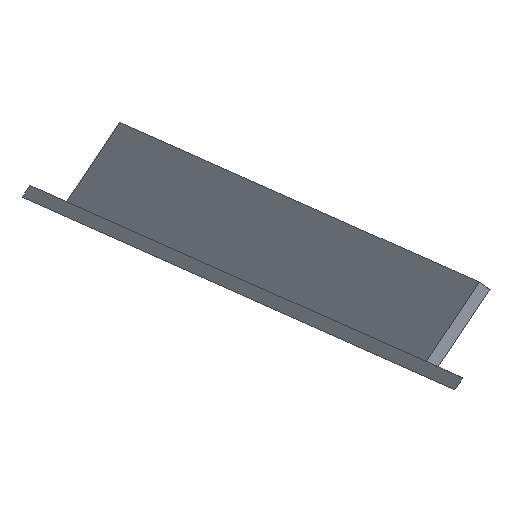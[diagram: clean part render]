
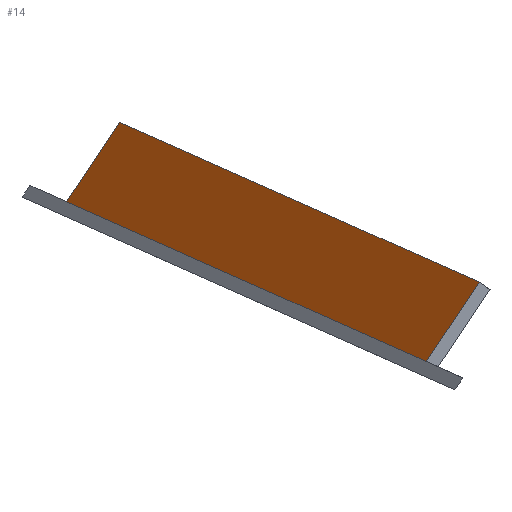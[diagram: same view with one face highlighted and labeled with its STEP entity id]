
A CAD part, left-side view. The second image highlights one B-rep face of the part: STEP entity #14.
In plain terms, the highlighted free-form (B-spline) face has degree [1, 1] with [2, 2] control points.
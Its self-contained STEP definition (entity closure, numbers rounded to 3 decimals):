
#14=ADVANCED_FACE('',(#33),#618,.T.);
#33=FACE_OUTER_BOUND('',#52,.T.);
#52=EDGE_LOOP('',(#71,#72,#73,#74));
#71=ORIENTED_EDGE('',*,*,#400,.T.);
#72=ORIENTED_EDGE('',*,*,#401,.T.);
#73=ORIENTED_EDGE('',*,*,#402,.T.);
#74=ORIENTED_EDGE('',*,*,#403,.T.);
#165=PCURVE('',#618,#259);
#166=PCURVE('',#618,#260);
#167=PCURVE('',#618,#261);
#168=PCURVE('',#618,#262);
#169=PCURVE('',#619,#263);
#201=PCURVE('',#625,#295);
#234=PCURVE('',#633,#328);
#236=PCURVE('',#634,#330);
#259=DEFINITIONAL_REPRESENTATION('',(#448),#1144);
#260=DEFINITIONAL_REPRESENTATION('',(#450),#1144);
#261=DEFINITIONAL_REPRESENTATION('',(#452),#1144);
#262=DEFINITIONAL_REPRESENTATION('',(#454),#1144);
#263=DEFINITIONAL_REPRESENTATION('',(#455),#1144);
#295=DEFINITIONAL_REPRESENTATION('',(#512),#1144);
#328=DEFINITIONAL_REPRESENTATION('',(#559),#1144);
#330=DEFINITIONAL_REPRESENTATION('',(#562),#1144);
#353=SURFACE_CURVE('',#447,(#165,#201),.PCURVE_S1.);
#354=SURFACE_CURVE('',#449,(#166,#234),.PCURVE_S1.);
#355=SURFACE_CURVE('',#451,(#167,#169),.PCURVE_S1.);
#356=SURFACE_CURVE('',#453,(#168,#236),.PCURVE_S1.);
#400=EDGE_CURVE('',#588,#589,#353,.T.);
#401=EDGE_CURVE('',#589,#590,#354,.T.);
#402=EDGE_CURVE('',#590,#591,#355,.T.);
#403=EDGE_CURVE('',#591,#588,#356,.T.);
#447=B_SPLINE_CURVE_WITH_KNOTS('',1,(#837,#838),.UNSPECIFIED.,.F.,.F.,(2,
2),(0.,118.044),.UNSPECIFIED.);
#448=B_SPLINE_CURVE_WITH_KNOTS('',1,(#839,#840),.UNSPECIFIED.,.F.,.F.,(2,
2),(0.,118.044),.UNSPECIFIED.);
#449=B_SPLINE_CURVE_WITH_KNOTS('',1,(#841,#842),.UNSPECIFIED.,.F.,.F.,(2,
2),(0.,20.754),.UNSPECIFIED.);
#450=B_SPLINE_CURVE_WITH_KNOTS('',1,(#843,#844),.UNSPECIFIED.,.F.,.F.,(2,
2),(0.,20.754),.UNSPECIFIED.);
#451=B_SPLINE_CURVE_WITH_KNOTS('',1,(#845,#846),.UNSPECIFIED.,.F.,.F.,(2,
2),(-118.044,0.),.UNSPECIFIED.);
#452=B_SPLINE_CURVE_WITH_KNOTS('',1,(#847,#848),.UNSPECIFIED.,.F.,.F.,(2,
2),(-118.044,0.),.UNSPECIFIED.);
#453=B_SPLINE_CURVE_WITH_KNOTS('',1,(#849,#850),.UNSPECIFIED.,.F.,.F.,(2,
2),(-20.754,0.),.UNSPECIFIED.);
#454=B_SPLINE_CURVE_WITH_KNOTS('',1,(#851,#852),.UNSPECIFIED.,.F.,.F.,(2,
2),(-20.754,0.),.UNSPECIFIED.);
#455=B_SPLINE_CURVE_WITH_KNOTS('',1,(#853,#854),.UNSPECIFIED.,.F.,.F.,(2,
2),(-118.044,0.),.UNSPECIFIED.);
#512=B_SPLINE_CURVE_WITH_KNOTS('',1,(#967,#968),.UNSPECIFIED.,.F.,.F.,(2,
2),(0.,118.044),.UNSPECIFIED.);
#559=B_SPLINE_CURVE_WITH_KNOTS('',1,(#1069,#1070),.UNSPECIFIED.,.F.,.F.,
(2,2),(0.,20.754),.UNSPECIFIED.);
#562=B_SPLINE_CURVE_WITH_KNOTS('',1,(#1079,#1080),.UNSPECIFIED.,.F.,.F.,
(2,2),(-20.754,0.),.UNSPECIFIED.);
#588=VERTEX_POINT('',#807);
#589=VERTEX_POINT('',#808);
#590=VERTEX_POINT('',#809);
#591=VERTEX_POINT('',#810);
#618=B_SPLINE_SURFACE_WITH_KNOTS('',1,1,((#731,#732),(#733,#734)),
 .UNSPECIFIED.,.F.,.F.,.F.,(2,2),(2,2),(-20.754,0.),(0.,118.044),
 .UNSPECIFIED.);
#619=B_SPLINE_SURFACE_WITH_KNOTS('',1,1,((#735,#736),(#737,#738)),
 .UNSPECIFIED.,.F.,.F.,.F.,(2,2),(2,2),(0.,118.044),(0.,1.5),
 .UNSPECIFIED.);
#625=B_SPLINE_SURFACE_WITH_KNOTS('',1,1,((#759,#760),(#761,#762)),
 .UNSPECIFIED.,.F.,.F.,.F.,(2,2),(2,2),(-118.044,0.),(0.,1.5),
 .UNSPECIFIED.);
#633=B_SPLINE_SURFACE_WITH_KNOTS('',1,1,((#791,#792),(#793,#794)),
 .UNSPECIFIED.,.F.,.F.,.F.,(2,2),(2,2),(-20.754,0.),(0.,1.5),
 .UNSPECIFIED.);
#634=B_SPLINE_SURFACE_WITH_KNOTS('',1,1,((#795,#796),(#797,#798)),
 .UNSPECIFIED.,.F.,.F.,.F.,(2,2),(2,2),(0.,20.754),(0.,1.5),
 .UNSPECIFIED.);
#731=CARTESIAN_POINT('',(-9.073,-10.222,7.861));
#732=CARTESIAN_POINT('',(-98.027,-47.896,-8.884));
#733=CARTESIAN_POINT('',(-9.073,-4.675,-0.46));
#734=CARTESIAN_POINT('',(-98.027,-42.349,-17.204));
#735=CARTESIAN_POINT('',(-9.073,-10.222,7.861));
#736=CARTESIAN_POINT('',(-8.45,-11.357,7.104));
#737=CARTESIAN_POINT('',(-98.027,-47.896,-8.884));
#738=CARTESIAN_POINT('',(-97.403,-49.031,-9.64));
#759=CARTESIAN_POINT('',(0.,0.,0.));
#760=CARTESIAN_POINT('',(0.,-0.832,1.248));
#761=CARTESIAN_POINT('',(-107.1,-45.36,-20.16));
#762=CARTESIAN_POINT('',(-107.1,-46.192,-18.912));
#791=CARTESIAN_POINT('',(-98.027,-47.896,-8.884));
#792=CARTESIAN_POINT('',(-97.403,-49.031,-9.64));
#793=CARTESIAN_POINT('',(-98.027,-42.349,-17.204));
#794=CARTESIAN_POINT('',(-97.403,-43.484,-17.961));
#795=CARTESIAN_POINT('',(-9.073,-4.675,-0.46));
#796=CARTESIAN_POINT('',(-8.45,-5.81,-1.217));
#797=CARTESIAN_POINT('',(-9.073,-10.222,7.861));
#798=CARTESIAN_POINT('',(-8.45,-11.357,7.104));
#807=CARTESIAN_POINT('',(-9.073,-4.675,-0.46));
#808=CARTESIAN_POINT('',(-98.027,-42.349,-17.204));
#809=CARTESIAN_POINT('',(-98.027,-47.896,-8.884));
#810=CARTESIAN_POINT('',(-9.073,-10.222,7.861));
#837=CARTESIAN_POINT('',(-9.073,-4.675,-0.46));
#838=CARTESIAN_POINT('',(-98.027,-42.349,-17.204));
#839=CARTESIAN_POINT('',(0.,0.));
#840=CARTESIAN_POINT('',(0.,118.044));
#841=CARTESIAN_POINT('',(-98.027,-42.349,-17.204));
#842=CARTESIAN_POINT('',(-98.027,-47.896,-8.884));
#843=CARTESIAN_POINT('',(0.,118.044));
#844=CARTESIAN_POINT('',(-20.754,118.044));
#845=CARTESIAN_POINT('',(-98.027,-47.896,-8.884));
#846=CARTESIAN_POINT('',(-9.073,-10.222,7.861));
#847=CARTESIAN_POINT('',(-20.754,118.044));
#848=CARTESIAN_POINT('',(-20.754,0.));
#849=CARTESIAN_POINT('',(-9.073,-10.222,7.861));
#850=CARTESIAN_POINT('',(-9.073,-4.675,-0.46));
#851=CARTESIAN_POINT('',(-20.754,0.));
#852=CARTESIAN_POINT('',(0.,0.));
#853=CARTESIAN_POINT('',(118.044,0.));
#854=CARTESIAN_POINT('',(0.,0.));
#967=CARTESIAN_POINT('',(-108.044,1.5));
#968=CARTESIAN_POINT('',(-10.,1.5));
#1069=CARTESIAN_POINT('',(0.,0.));
#1070=CARTESIAN_POINT('',(-20.754,0.));
#1079=CARTESIAN_POINT('',(20.754,0.));
#1080=CARTESIAN_POINT('',(0.,0.));
#1144=(
GEOMETRIC_REPRESENTATION_CONTEXT(2)
PARAMETRIC_REPRESENTATION_CONTEXT()
REPRESENTATION_CONTEXT('pspace','')
);
